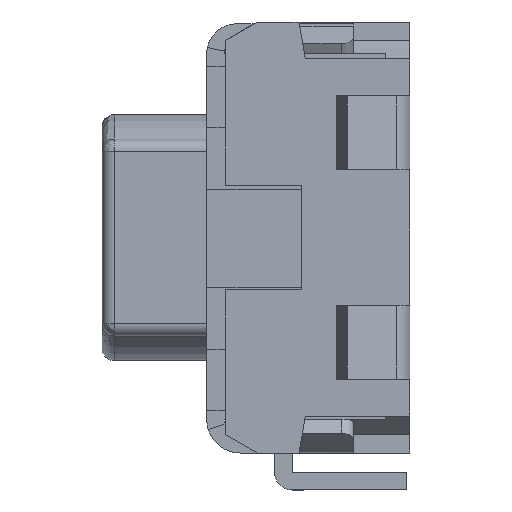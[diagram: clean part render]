
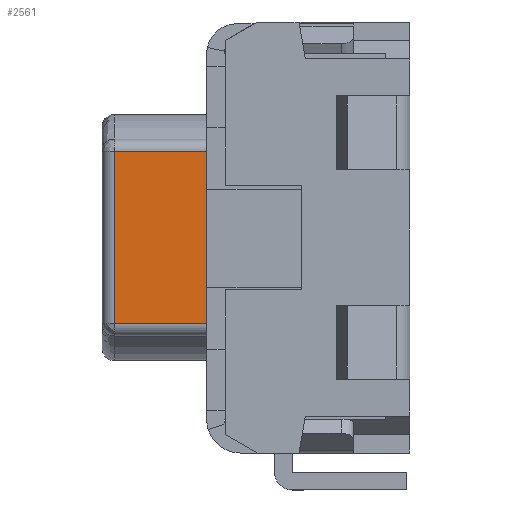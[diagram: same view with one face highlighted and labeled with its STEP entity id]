
A CAD part, left-side view. The second image highlights one B-rep face of the part: STEP entity #2561.
In plain terms, the highlighted planar face has unit normal (-1, 0, 0).
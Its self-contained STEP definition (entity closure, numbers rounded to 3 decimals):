
#138 = EDGE_CURVE ( 'NONE', #6156, #6155, #8055, .T. ) ;
#493 = CARTESIAN_POINT ( 'NONE',  ( -1.3, 2.5, -0.7 ) ) ;
#494 = DIRECTION ( 'NONE',  ( 0., 1., 0. ) ) ;
#495 = CARTESIAN_POINT ( 'NONE',  ( -1.3, 1.65, 1.493 ) ) ;
#496 = DIRECTION ( 'NONE',  ( 0., 0., -1. ) ) ;
#500 = CARTESIAN_POINT ( 'NONE',  ( -1.3, 2.5, 0.7 ) ) ;
#501 = DIRECTION ( 'NONE',  ( 0., -1., 0. ) ) ;
#811 = FACE_OUTER_BOUND ( 'NONE', #8451, .T. ) ;
#961 = LINE ( 'NONE', #493, #6972 ) ;
#963 = LINE ( 'NONE', #495, #6970 ) ;
#964 = LINE ( 'NONE', #500, #6968 ) ;
#2107 = AXIS2_PLACEMENT_3D ( 'NONE', #8834, #8835, #8836 ) ;
#2178 = VECTOR ( 'NONE', #4014, 1000. ) ;
#2561 = ADVANCED_FACE ( 'NONE', ( #811 ), #8833, .F. ) ;
#4013 = CARTESIAN_POINT ( 'NONE',  ( -1.3, 2.4, -0.8 ) ) ;
#4014 = DIRECTION ( 'NONE',  ( 0., 0., 1. ) ) ;
#4461 = EDGE_CURVE ( 'NONE', #5633, #6156, #961, .T. ) ;
#4462 = EDGE_CURVE ( 'NONE', #5634, #5633, #963, .T. ) ;
#4464 = EDGE_CURVE ( 'NONE', #6155, #5634, #964, .T. ) ;
#5633 = VERTEX_POINT ( 'NONE', #6700 ) ;
#5634 = VERTEX_POINT ( 'NONE', #6701 ) ;
#5891 = ORIENTED_EDGE ( 'NONE', *, *, #138, .F. ) ;
#5920 = ORIENTED_EDGE ( 'NONE', *, *, #4461, .F. ) ;
#5922 = ORIENTED_EDGE ( 'NONE', *, *, #4462, .F. ) ;
#5923 = ORIENTED_EDGE ( 'NONE', *, *, #4464, .F. ) ;
#6155 = VERTEX_POINT ( 'NONE', #8974 ) ;
#6156 = VERTEX_POINT ( 'NONE', #8975 ) ;
#6700 = CARTESIAN_POINT ( 'NONE',  ( -1.3, 1.65, -0.7 ) ) ;
#6701 = CARTESIAN_POINT ( 'NONE',  ( -1.3, 1.65, 0.7 ) ) ;
#6968 = VECTOR ( 'NONE', #501, 1000. ) ;
#6970 = VECTOR ( 'NONE', #496, 1000. ) ;
#6972 = VECTOR ( 'NONE', #494, 1000. ) ;
#8055 = LINE ( 'NONE', #4013, #2178 ) ;
#8451 = EDGE_LOOP ( 'NONE', ( #5922, #5923, #5891, #5920 ) ) ;
#8833 = PLANE ( 'NONE',  #2107 ) ;
#8834 = CARTESIAN_POINT ( 'NONE',  ( -1.3, 2.5, -0.8 ) ) ;
#8835 = DIRECTION ( 'NONE',  ( 1., 0., 0. ) ) ;
#8836 = DIRECTION ( 'NONE',  ( 0., 0., -1. ) ) ;
#8974 = CARTESIAN_POINT ( 'NONE',  ( -1.3, 2.4, 0.7 ) ) ;
#8975 = CARTESIAN_POINT ( 'NONE',  ( -1.3, 2.4, -0.7 ) ) ;
